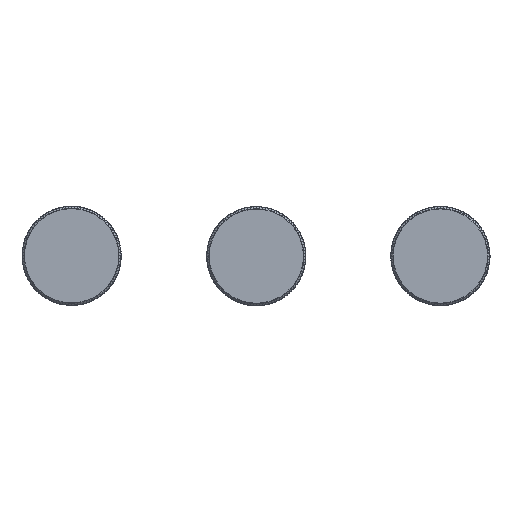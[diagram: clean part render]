
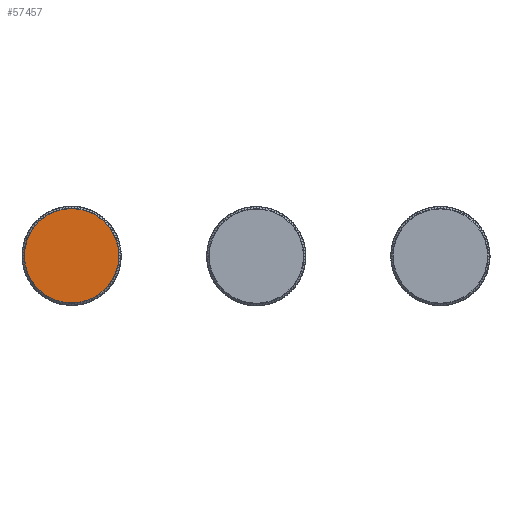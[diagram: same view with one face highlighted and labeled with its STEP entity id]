
A CAD part, top view. The second image highlights one B-rep face of the part: STEP entity #57457.
In plain terms, the highlighted planar face has unit normal (0, 0, 1).
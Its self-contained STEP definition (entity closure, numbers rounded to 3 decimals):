
#9047=PLANE('',#62219);
#10621=FACE_OUTER_BOUND('',#15179,.T.);
#15179=EDGE_LOOP('',(#39378));
#19847=CIRCLE('',#62116,10.459);
#24886=VERTEX_POINT('',#89300);
#29725=EDGE_CURVE('',#24886,#24886,#19847,.T.);
#39378=ORIENTED_EDGE('',*,*,#29725,.F.);
#57457=ADVANCED_FACE('',(#10621),#9047,.T.);
#62116=AXIS2_PLACEMENT_3D('',#89301,#70432,#70433);
#62219=AXIS2_PLACEMENT_3D('',#90505,#70638,#70639);
#70432=DIRECTION('center_axis',(0.,0.,-1.));
#70433=DIRECTION('ref_axis',(-1.,0.,0.));
#70638=DIRECTION('center_axis',(0.,0.,1.));
#70639=DIRECTION('ref_axis',(1.,0.,0.));
#89300=CARTESIAN_POINT('',(10.459,0.,7.5));
#89301=CARTESIAN_POINT('Origin',(0.,0.,7.5));
#90505=CARTESIAN_POINT('Origin',(0.,0.,
7.5));
